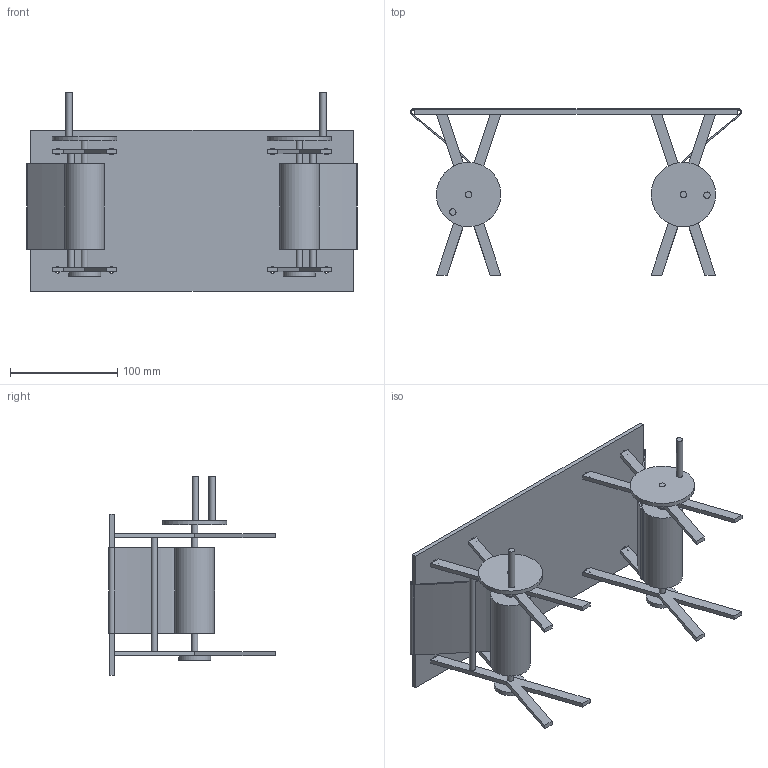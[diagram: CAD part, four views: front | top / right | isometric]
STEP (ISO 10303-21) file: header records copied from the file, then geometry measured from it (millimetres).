
FILE_DESCRIPTION(/* description */ (''),/* implementation_level */ '2;1');
FILE_NAME(/* name */ 'Table Ass''y v9.step',/* time_stamp */ '2020-02-11T20:22:45+09:00',/* author */ (''),/* organization */ (''),/* preprocessor_version */ 'ST-DEVELOPER v18',/* originating_system */ 'Autodesk Translation Framework v8.12.0.6',/* authorisation */ '');
FILE_SCHEMA (('AUTOMOTIVE_DESIGN { 1 0 10303 214 3 1 1 }'));
Length unit declared in the file: millimetre
Products named in the file (10): Table Ass'y; Top Board; Circles_Handling Part; Circles_Support Part; Poles_Roling Part; Poles_Handling Part; Poles_Support Part; Legs_TR_BL; Legs_TL_BR; Rolled Paper
Assembly tree (17 placements, depth 2):
  Table Ass'y
    Top Board
    Circles_Handling Part  x2
    Circles_Support Part  x2
    Poles_Roling Part  x2
    Poles_Handling Part  x2
    Poles_Support Part  x2
    Legs_TR_BL  x2
    Legs_TL_BR  x2
    Rolled Paper  x2
Bounding box: 308.2 x 155 x 185 mm (x, y, z)
Volume: 480569 mm3; surface area: 272351.4 mm2
Topology: 20 solids, 20 shells, 174 faces, 366 edges, 244 vertices
Faces by surface type: plane 111, cylinder 63
Full cylindrical faces by diameter (mm): 2.5 x8, 6 x28, 7 x2, 9 x4, 30 x2, 37 x2, 60 x2
Entity records: 3423 total; most frequent: DIRECTION 588, CARTESIAN_POINT 524, ORIENTED_EDGE 468, EDGE_CURVE 234, AXIS2_PLACEMENT_3D 220, VERTEX_POINT 156, LINE 148, VECTOR 148
